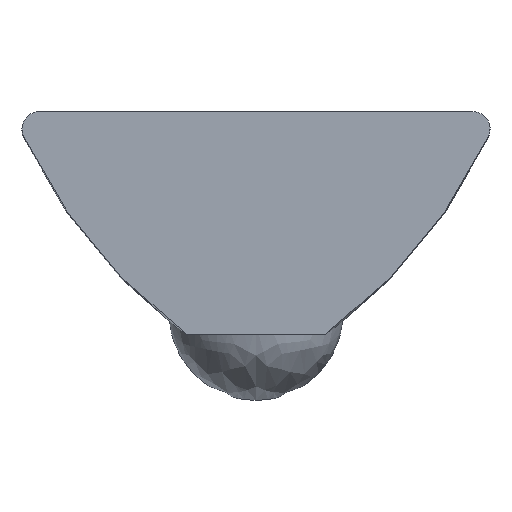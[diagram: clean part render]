
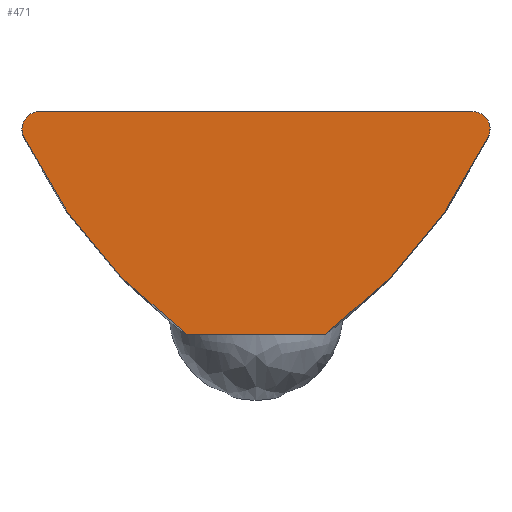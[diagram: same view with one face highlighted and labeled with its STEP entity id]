
A CAD part, top view. The second image highlights one B-rep face of the part: STEP entity #471.
In plain terms, the highlighted planar face has unit normal (0, 0, 1).
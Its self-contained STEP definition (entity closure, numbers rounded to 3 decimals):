
#1 = ORIENTED_EDGE ( 'NONE', *, *, #738, .F. ) ;
#7 = PLANE ( 'NONE',  #585 ) ;
#10 = CARTESIAN_POINT ( 'NONE',  ( -6.733, -1.3, 22. ) ) ;
#12 = CARTESIAN_POINT ( 'NONE',  ( -2., -7.2, 22. ) ) ;
#13 = AXIS2_PLACEMENT_3D ( 'NONE', #377, #18, #89 ) ;
#18 = DIRECTION ( 'NONE',  ( 0., 0., 1. ) ) ;
#63 = VERTEX_POINT ( 'NONE', #296 ) ;
#89 = DIRECTION ( 'NONE',  ( -1., 0., 0. ) ) ;
#98 = CARTESIAN_POINT ( 'NONE',  ( 6.879, 4.89, 22. ) ) ;
#109 = DIRECTION ( 'NONE',  ( 0., 0., -1. ) ) ;
#124 = VERTEX_POINT ( 'NONE', #255 ) ;
#137 = ORIENTED_EDGE ( 'NONE', *, *, #713, .T. ) ;
#143 = VERTEX_POINT ( 'NONE', #12 ) ;
#147 = ORIENTED_EDGE ( 'NONE', *, *, #486, .T. ) ;
#165 = AXIS2_PLACEMENT_3D ( 'NONE', #98, #506, #215 ) ;
#186 = CARTESIAN_POINT ( 'NONE',  ( -6.233, -1.3, 22. ) ) ;
#201 = DIRECTION ( 'NONE',  ( 1., 0., 0. ) ) ;
#209 = ORIENTED_EDGE ( 'NONE', *, *, #378, .T. ) ;
#215 = DIRECTION ( 'NONE',  ( -1., 0., 0. ) ) ;
#241 = CIRCLE ( 'NONE', #620, 15. ) ;
#247 = EDGE_CURVE ( 'NONE', #496, #643, #747, .T. ) ;
#250 = CARTESIAN_POINT ( 'NONE',  ( 0., 0., 22. ) ) ;
#255 = CARTESIAN_POINT ( 'NONE',  ( -6.233, -0.8, 22. ) ) ;
#257 = FACE_OUTER_BOUND ( 'NONE', #655, .T. ) ;
#289 = LINE ( 'NONE', #704, #736 ) ;
#296 = CARTESIAN_POINT ( 'NONE',  ( -6.686, -1.513, 22. ) ) ;
#324 = CARTESIAN_POINT ( 'NONE',  ( 0., -7.2, 22. ) ) ;
#328 = ORIENTED_EDGE ( 'NONE', *, *, #581, .T. ) ;
#344 = CIRCLE ( 'NONE', #13, 0.5 ) ;
#354 = CIRCLE ( 'NONE', #165, 15. ) ;
#377 = CARTESIAN_POINT ( 'NONE',  ( -6.233, -1.3, 22. ) ) ;
#378 = EDGE_CURVE ( 'NONE', #124, #414, #607, .T. ) ;
#399 = CARTESIAN_POINT ( 'NONE',  ( 6.233, -1.3, 22. ) ) ;
#414 = VERTEX_POINT ( 'NONE', #10 ) ;
#415 = DIRECTION ( 'NONE',  ( 0., 0., 1. ) ) ;
#424 = DIRECTION ( 'NONE',  ( 0., 0., 1. ) ) ;
#435 = DIRECTION ( 'NONE',  ( 1., 0., 0. ) ) ;
#441 = CARTESIAN_POINT ( 'NONE',  ( 6.686, -1.513, 22. ) ) ;
#452 = LINE ( 'NONE', #324, #689 ) ;
#455 = DIRECTION ( 'NONE',  ( 1., 0., 0. ) ) ;
#471 = ADVANCED_FACE ( 'NONE', ( #257 ), #7, .T. ) ;
#486 = EDGE_CURVE ( 'NONE', #691, #643, #241, .T. ) ;
#494 = AXIS2_PLACEMENT_3D ( 'NONE', #399, #109, #699 ) ;
#496 = VERTEX_POINT ( 'NONE', #664 ) ;
#506 = DIRECTION ( 'NONE',  ( 0., 0., 1. ) ) ;
#537 = ORIENTED_EDGE ( 'NONE', *, *, #561, .T. ) ;
#561 = EDGE_CURVE ( 'NONE', #143, #691, #452, .T. ) ;
#581 = EDGE_CURVE ( 'NONE', #414, #63, #344, .T. ) ;
#585 = AXIS2_PLACEMENT_3D ( 'NONE', #250, #424, #201 ) ;
#600 = DIRECTION ( 'NONE',  ( 0., 0., 1. ) ) ;
#602 = DIRECTION ( 'NONE',  ( -1., 0., 0. ) ) ;
#603 = CARTESIAN_POINT ( 'NONE',  ( -6.879, 4.89, 22. ) ) ;
#607 = CIRCLE ( 'NONE', #735, 0.5 ) ;
#620 = AXIS2_PLACEMENT_3D ( 'NONE', #603, #600, #602 ) ;
#643 = VERTEX_POINT ( 'NONE', #441 ) ;
#649 = DIRECTION ( 'NONE',  ( -1., 0., 0. ) ) ;
#655 = EDGE_LOOP ( 'NONE', ( #147, #720, #1, #209, #328, #137, #537 ) ) ;
#664 = CARTESIAN_POINT ( 'NONE',  ( 6.233, -0.8, 22. ) ) ;
#684 = CARTESIAN_POINT ( 'NONE',  ( 2., -7.2, 22. ) ) ;
#689 = VECTOR ( 'NONE', #435, 1000. ) ;
#691 = VERTEX_POINT ( 'NONE', #684 ) ;
#699 = DIRECTION ( 'NONE',  ( -1., 0., 0. ) ) ;
#704 = CARTESIAN_POINT ( 'NONE',  ( 4.3, -0.8, 22. ) ) ;
#713 = EDGE_CURVE ( 'NONE', #63, #143, #354, .T. ) ;
#720 = ORIENTED_EDGE ( 'NONE', *, *, #247, .F. ) ;
#735 = AXIS2_PLACEMENT_3D ( 'NONE', #186, #415, #649 ) ;
#736 = VECTOR ( 'NONE', #455, 1000. ) ;
#738 = EDGE_CURVE ( 'NONE', #124, #496, #289, .T. ) ;
#747 = CIRCLE ( 'NONE', #494, 0.5 ) ;
